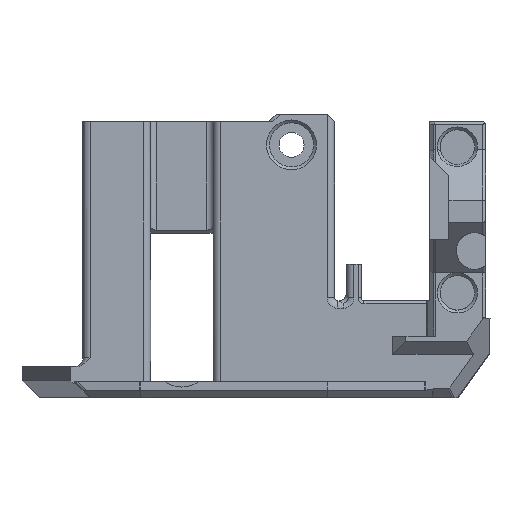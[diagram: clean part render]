
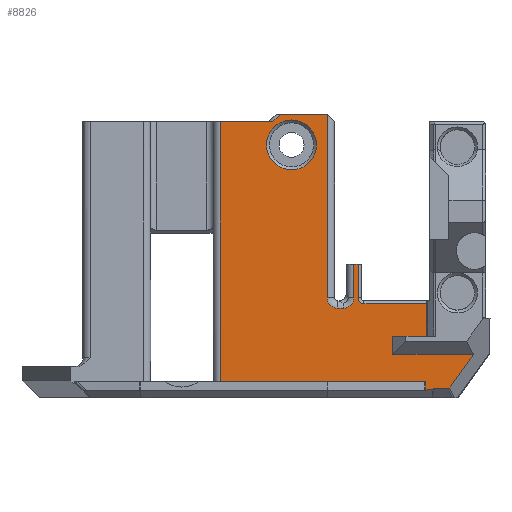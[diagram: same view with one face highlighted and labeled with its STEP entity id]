
A CAD part, left-side view. The second image highlights one B-rep face of the part: STEP entity #8826.
In plain terms, the highlighted planar face has unit normal (-1, 0, 0).
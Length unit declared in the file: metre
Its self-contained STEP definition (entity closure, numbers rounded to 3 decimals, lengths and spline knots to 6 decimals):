
#36=ELLIPSE('',#9356,0.000567,0.0004);
#37=ELLIPSE('',#9357,0.000602,0.0004);
#675=LINE('',#13043,#1532);
#685=LINE('',#13065,#1542);
#688=LINE('',#13073,#1545);
#689=LINE('',#13078,#1546);
#690=LINE('',#13082,#1547);
#691=LINE('',#13083,#1548);
#692=LINE('',#13084,#1549);
#693=LINE('',#13086,#1550);
#694=LINE('',#13090,#1551);
#695=LINE('',#13092,#1552);
#696=LINE('',#13094,#1553);
#697=LINE('',#13098,#1554);
#698=LINE('',#13102,#1555);
#699=LINE('',#13104,#1556);
#700=LINE('',#13106,#1557);
#701=LINE('',#13108,#1558);
#702=LINE('',#13110,#1559);
#703=LINE('',#13112,#1560);
#704=LINE('',#13114,#1561);
#1532=VECTOR('',#10341,1.);
#1542=VECTOR('',#10357,1.);
#1545=VECTOR('',#10364,1.);
#1546=VECTOR('',#10367,1.);
#1547=VECTOR('',#10370,1.);
#1548=VECTOR('',#10371,1.);
#1549=VECTOR('',#10372,1.);
#1550=VECTOR('',#10373,1.);
#1551=VECTOR('',#10376,1.);
#1552=VECTOR('',#10377,1.);
#1553=VECTOR('',#10378,1.);
#1554=VECTOR('',#10381,1.);
#1555=VECTOR('',#10384,1.);
#1556=VECTOR('',#10385,1.);
#1557=VECTOR('',#10386,1.);
#1558=VECTOR('',#10387,1.);
#1559=VECTOR('',#10388,1.);
#1560=VECTOR('',#10389,1.);
#1561=VECTOR('',#10390,1.);
#2482=ORIENTED_EDGE('',*,*,#5156,.F.);
#2483=ORIENTED_EDGE('',*,*,#5157,.T.);
#2484=ORIENTED_EDGE('',*,*,#5158,.F.);
#2485=ORIENTED_EDGE('',*,*,#5159,.F.);
#2486=ORIENTED_EDGE('',*,*,#5160,.F.);
#2487=ORIENTED_EDGE('',*,*,#5161,.F.);
#2488=ORIENTED_EDGE('',*,*,#5153,.F.);
#2489=ORIENTED_EDGE('',*,*,#5162,.F.);
#2490=ORIENTED_EDGE('',*,*,#5142,.F.);
#2491=ORIENTED_EDGE('',*,*,#5163,.F.);
#2492=ORIENTED_EDGE('',*,*,#5164,.F.);
#2493=ORIENTED_EDGE('',*,*,#5165,.F.);
#2494=ORIENTED_EDGE('',*,*,#5166,.F.);
#2495=ORIENTED_EDGE('',*,*,#5167,.T.);
#2496=ORIENTED_EDGE('',*,*,#5168,.F.);
#2497=ORIENTED_EDGE('',*,*,#5169,.F.);
#2498=ORIENTED_EDGE('',*,*,#5170,.F.);
#2499=ORIENTED_EDGE('',*,*,#5171,.F.);
#2500=ORIENTED_EDGE('',*,*,#5172,.F.);
#2501=ORIENTED_EDGE('',*,*,#5173,.F.);
#2502=ORIENTED_EDGE('',*,*,#5174,.T.);
#2503=ORIENTED_EDGE('',*,*,#5175,.T.);
#2504=ORIENTED_EDGE('',*,*,#5176,.F.);
#2505=ORIENTED_EDGE('',*,*,#5177,.F.);
#2506=ORIENTED_EDGE('',*,*,#5178,.F.);
#5142=EDGE_CURVE('',#6475,#6476,#675,.T.);
#5153=EDGE_CURVE('',#6485,#6486,#685,.T.);
#5156=EDGE_CURVE('',#6487,#6487,#7247,.T.);
#5157=EDGE_CURVE('',#6488,#6489,#688,.T.);
#5158=EDGE_CURVE('',#6490,#6489,#36,.T.);
#5159=EDGE_CURVE('',#6491,#6490,#689,.T.);
#5160=EDGE_CURVE('',#6492,#6491,#37,.T.);
#5161=EDGE_CURVE('',#6486,#6492,#690,.T.);
#5162=EDGE_CURVE('',#6476,#6485,#691,.T.);
#5163=EDGE_CURVE('',#6493,#6475,#692,.T.);
#5164=EDGE_CURVE('',#6494,#6493,#693,.T.);
#5165=EDGE_CURVE('',#6495,#6494,#7248,.T.);
#5166=EDGE_CURVE('',#6496,#6495,#694,.T.);
#5167=EDGE_CURVE('',#6496,#6497,#695,.T.);
#5168=EDGE_CURVE('',#6498,#6497,#696,.T.);
#5169=EDGE_CURVE('',#6499,#6498,#7249,.T.);
#5170=EDGE_CURVE('',#6500,#6499,#697,.T.);
#5171=EDGE_CURVE('',#6501,#6500,#7250,.T.);
#5172=EDGE_CURVE('',#6502,#6501,#698,.T.);
#5173=EDGE_CURVE('',#6503,#6502,#699,.T.);
#5174=EDGE_CURVE('',#6503,#6504,#700,.T.);
#5175=EDGE_CURVE('',#6504,#6505,#701,.T.);
#5176=EDGE_CURVE('',#6506,#6505,#702,.T.);
#5177=EDGE_CURVE('',#6507,#6506,#703,.T.);
#5178=EDGE_CURVE('',#6488,#6507,#704,.T.);
#6475=VERTEX_POINT('',#13042);
#6476=VERTEX_POINT('',#13044);
#6485=VERTEX_POINT('',#13066);
#6486=VERTEX_POINT('',#13067);
#6487=VERTEX_POINT('',#13072);
#6488=VERTEX_POINT('',#13074);
#6489=VERTEX_POINT('',#13075);
#6490=VERTEX_POINT('',#13077);
#6491=VERTEX_POINT('',#13079);
#6492=VERTEX_POINT('',#13081);
#6493=VERTEX_POINT('',#13085);
#6494=VERTEX_POINT('',#13087);
#6495=VERTEX_POINT('',#13089);
#6496=VERTEX_POINT('',#13091);
#6497=VERTEX_POINT('',#13093);
#6498=VERTEX_POINT('',#13095);
#6499=VERTEX_POINT('',#13097);
#6500=VERTEX_POINT('',#13099);
#6501=VERTEX_POINT('',#13101);
#6502=VERTEX_POINT('',#13103);
#6503=VERTEX_POINT('',#13105);
#6504=VERTEX_POINT('',#13107);
#6505=VERTEX_POINT('',#13109);
#6506=VERTEX_POINT('',#13111);
#6507=VERTEX_POINT('',#13113);
#7247=CIRCLE('',#9355,0.0034);
#7248=CIRCLE('',#9358,0.0008);
#7249=CIRCLE('',#9359,0.0014);
#7250=CIRCLE('',#9360,0.0014);
#7458=EDGE_LOOP('',(#2482));
#7459=EDGE_LOOP('',(#2483,#2484,#2485,#2486,#2487,#2488,#2489,#2490,#2491,
#2492,#2493,#2494,#2495,#2496,#2497,#2498,#2499,#2500,#2501,#2502,#2503,
#2504,#2505,#2506));
#8003=FACE_BOUND('',#7458,.T.);
#8004=FACE_BOUND('',#7459,.T.);
#8542=PLANE('',#9354);
#8826=ADVANCED_FACE('',(#8003,#8004),#8542,.T.);
#9354=AXIS2_PLACEMENT_3D('',#13070,#10360,#10361);
#9355=AXIS2_PLACEMENT_3D('',#13071,#10362,#10363);
#9356=AXIS2_PLACEMENT_3D('',#13076,#10365,#10366);
#9357=AXIS2_PLACEMENT_3D('',#13080,#10368,#10369);
#9358=AXIS2_PLACEMENT_3D('',#13088,#10374,#10375);
#9359=AXIS2_PLACEMENT_3D('',#13096,#10379,#10380);
#9360=AXIS2_PLACEMENT_3D('',#13100,#10382,#10383);
#10341=DIRECTION('',(0.,1.,0.));
#10357=DIRECTION('',(0.,-1.,0.));
#10360=DIRECTION('',(-1.,0.,0.));
#10361=DIRECTION('',(0.,-1.,0.));
#10362=DIRECTION('',(-1.,0.,0.));
#10363=DIRECTION('',(0.,-1.,0.));
#10364=DIRECTION('',(0.,-0.984,0.176));
#10365=DIRECTION('',(-1.,0.,0.));
#10366=DIRECTION('',(0.,0.09,-0.996));
#10367=DIRECTION('',(0.,1.,0.));
#10368=DIRECTION('',(1.,0.,0.));
#10369=DIRECTION('',(0.,0.458,0.889));
#10370=DIRECTION('',(0.,0.581,-0.814));
#10371=DIRECTION('',(0.,0.,-1.));
#10372=DIRECTION('',(0.,0.,-1.));
#10373=DIRECTION('',(0.,-1.,0.));
#10374=DIRECTION('',(-1.,0.,0.));
#10375=DIRECTION('',(0.,-1.,0.));
#10376=DIRECTION('',(0.,0.,-1.));
#10377=DIRECTION('',(0.,1.,0.));
#10378=DIRECTION('',(0.,0.,1.));
#10379=DIRECTION('',(-1.,0.,0.));
#10380=DIRECTION('',(0.,1.,0.));
#10381=DIRECTION('',(0.,-1.,0.));
#10382=DIRECTION('',(-1.,0.,0.));
#10383=DIRECTION('',(0.,1.,0.));
#10384=DIRECTION('',(0.,0.,-1.));
#10385=DIRECTION('',(0.,-1.,0.));
#10386=DIRECTION('',(0.,0.707,-0.707));
#10387=DIRECTION('',(0.,1.,0.));
#10388=DIRECTION('',(0.,0.,1.));
#10389=DIRECTION('',(0.,1.,0.));
#10390=DIRECTION('',(0.,0.,1.));
#13042=CARTESIAN_POINT('',(-0.366684,-0.017035,0.0084));
#13043=CARTESIAN_POINT('',(-0.366684,-0.012279,0.0084));
#13044=CARTESIAN_POINT('',(-0.366684,-0.012379,0.0084));
#13065=CARTESIAN_POINT('',(-0.366684,-0.018359,0.0059));
#13066=CARTESIAN_POINT('',(-0.366684,-0.012379,0.0059));
#13067=CARTESIAN_POINT('',(-0.366684,-0.023395,0.0059));
#13070=CARTESIAN_POINT('',(-0.366684,0.029879,0.0032));
#13071=CARTESIAN_POINT('',(-0.366684,0.00142,0.034464));
#13072=CARTESIAN_POINT('',(-0.366684,-0.00198,0.034464));
#13073=CARTESIAN_POINT('',(-0.366684,0.028044,-0.007036));
#13074=CARTESIAN_POINT('',(-0.366684,-0.01682,0.001006));
#13075=CARTESIAN_POINT('',(-0.366684,-0.017874,0.001195));
#13076=CARTESIAN_POINT('',(-0.366684,-0.017899,0.000634));
#13077=CARTESIAN_POINT('',(-0.366684,-0.017925,0.0012));
#13078=CARTESIAN_POINT('',(-0.366684,0.020768,0.0012));
#13079=CARTESIAN_POINT('',(-0.366684,-0.019892,0.0012));
#13080=CARTESIAN_POINT('',(-0.366684,-0.019747,0.001766));
#13081=CARTESIAN_POINT('',(-0.366684,-0.020122,0.001318));
#13082=CARTESIAN_POINT('',(-0.366684,-0.020427,0.001745));
#13083=CARTESIAN_POINT('',(-0.366684,-0.012379,0.0045));
#13084=CARTESIAN_POINT('',(-0.366684,-0.017035,0.019315));
#13085=CARTESIAN_POINT('',(-0.366684,-0.017035,0.0128));
#13086=CARTESIAN_POINT('',(-0.366684,0.007188,0.0128));
#13087=CARTESIAN_POINT('',(-0.366684,-0.008454,0.0128));
#13088=CARTESIAN_POINT('',(-0.366684,-0.008454,0.0136));
#13089=CARTESIAN_POINT('',(-0.366684,-0.007654,0.0136));
#13090=CARTESIAN_POINT('',(-0.366684,-0.007654,0.0082));
#13091=CARTESIAN_POINT('',(-0.366684,-0.007654,0.0182));
#13092=CARTESIAN_POINT('',(-0.366684,0.029879,0.0182));
#13093=CARTESIAN_POINT('',(-0.366684,-0.007054,0.0182));
#13094=CARTESIAN_POINT('',(-0.366684,-0.007054,0.0052));
#13095=CARTESIAN_POINT('',(-0.366684,-0.007054,0.0136));
#13096=CARTESIAN_POINT('',(-0.366684,-0.005654,0.0136));
#13097=CARTESIAN_POINT('',(-0.366684,-0.005654,0.0122));
#13098=CARTESIAN_POINT('',(-0.366684,0.007188,0.0122));
#13099=CARTESIAN_POINT('',(-0.366684,-0.004846,0.0122));
#13100=CARTESIAN_POINT('',(-0.366684,-0.004846,0.0136));
#13101=CARTESIAN_POINT('',(-0.366684,-0.003446,0.0136));
#13102=CARTESIAN_POINT('',(-0.366684,-0.003446,0.014308));
#13103=CARTESIAN_POINT('',(-0.366684,-0.003446,0.03863));
#13104=CARTESIAN_POINT('',(-0.366684,0.00867,0.03863));
#13105=CARTESIAN_POINT('',(-0.366684,0.002963,0.03863));
#13106=CARTESIAN_POINT('',(-0.366684,0.018941,0.022652));
#13107=CARTESIAN_POINT('',(-0.366684,0.003965,0.03763));
#13108=CARTESIAN_POINT('',(-0.366684,0.029879,0.03763));
#13109=CARTESIAN_POINT('',(-0.366684,0.011129,0.03763));
#13110=CARTESIAN_POINT('',(-0.366684,0.011129,0.020415));
#13111=CARTESIAN_POINT('',(-0.366684,0.011129,0.0022));
#13112=CARTESIAN_POINT('',(-0.366684,0.00867,0.0022));
#13113=CARTESIAN_POINT('',(-0.366684,-0.01682,0.0022));
#13114=CARTESIAN_POINT('',(-0.366684,-0.01682,0.0024));
